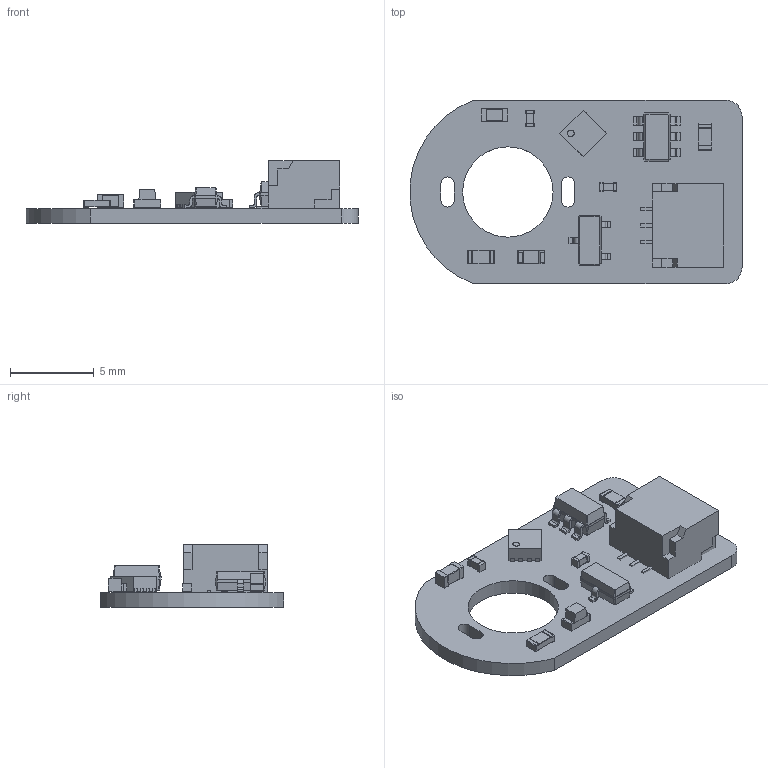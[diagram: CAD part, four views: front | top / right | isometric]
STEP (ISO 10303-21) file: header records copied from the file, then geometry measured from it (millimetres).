
FILE_DESCRIPTION(('FreeCAD Model'),'2;1');
FILE_NAME('redesc-combined.step','2021-09-16T09:02:31',( 'Author'),(''),'Open CASCADE STEP processor 7.3','FreeCAD','Unknown' );
FILE_SCHEMA(('AUTOMOTIVE_DESIGN { 1 0 10303 214 1 1 1 1 }'));
Length unit declared in the file: millimetre
Products named in the file (19): motorback_x2_1; R_0603_1608Metric; SOLID007; C_0402_1005Metric; SOLID003; SOT-23; SOLID002; C_0402_1005Metric001; DFN-8_2x2mm_P0.5mm; SOLID004; SOT-23-6; SOLID005; C_0603_1608Metric; SOLID006; R_0603_1608Metric001; LED_0603_1608Metric; SOLID008; COMPOUND; SM03B-SRSS
Assembly tree (19 placements, depth 3):
  motorback_x2_1
    R_0603_1608Metric
      SOLID007
    C_0402_1005Metric
      SOLID003
    SOT-23
      SOLID002
    C_0402_1005Metric001
      SOLID003
    DFN-8_2x2mm_P0.5mm
      SOLID004
    SOT-23-6
      SOLID005
    C_0603_1608Metric
      SOLID006
    R_0603_1608Metric001
      SOLID007
    LED_0603_1608Metric
      SOLID008
    COMPOUND
  SM03B-SRSS
Bounding box: 19.85 x 11 x 3.75 mm (x, y, z)
Volume: 217.1 mm3; surface area: 668.3 mm2
Topology: 11 solids, 11 shells, 537 faces, 1401 edges, 898 vertices
Faces by surface type: bspline 442, plane 87, cylinder 8
Full cylindrical faces by diameter (mm): 5.4 x1
Entity records: 32246 total; most frequent: CARTESIAN_POINT 10536, B_SPLINE_CURVE_WITH_KNOTS 2666, ORIENTED_EDGE 2522, PCURVE 2522, DEFINITIONAL_REPRESENTATION 2522, EDGE_CURVE 1261, SURFACE_CURVE 1259, DIRECTION 1023
